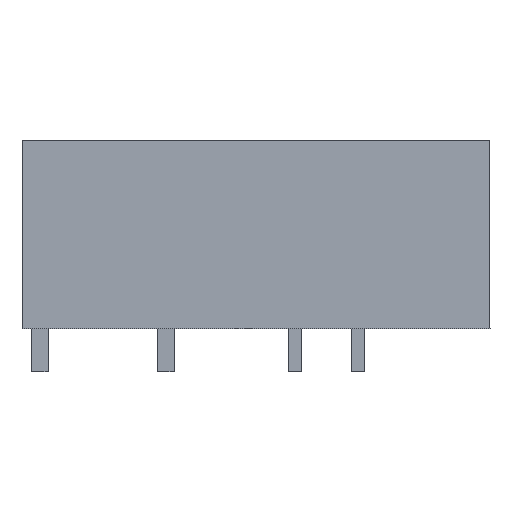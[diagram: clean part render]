
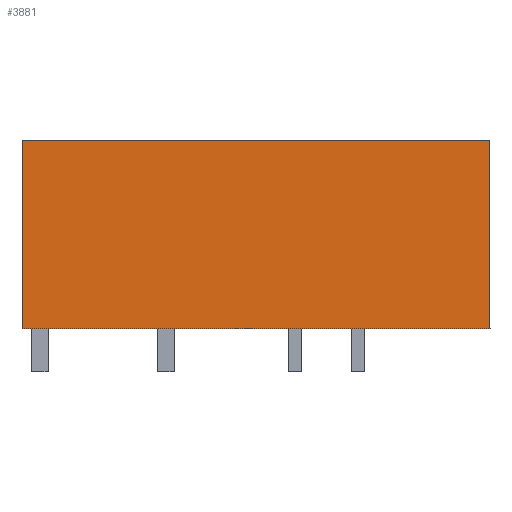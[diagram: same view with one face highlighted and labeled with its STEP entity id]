
A CAD part, left-side view. The second image highlights one B-rep face of the part: STEP entity #3881.
In plain terms, the highlighted planar face has unit normal (-1, 0, 0).
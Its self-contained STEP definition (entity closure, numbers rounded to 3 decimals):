
#3868=AXIS2_PLACEMENT_3D('Plane Axis2P3D',#3865,#3866,#3867) ;
#1238=CARTESIAN_POINT('Vertex',(0.,28.3,2.6)) ;
#1241=CARTESIAN_POINT('Line Origine',(0.,28.3,8.3)) ;
#1245=CARTESIAN_POINT('Vertex',(0.,28.3,14.)) ;
#1273=CARTESIAN_POINT('Line Origine',(0.,14.15,14.)) ;
#1277=CARTESIAN_POINT('Vertex',(0.,0.,14.)) ;
#3154=CARTESIAN_POINT('Line Origine',(0.,0.,8.3)) ;
#3158=CARTESIAN_POINT('Vertex',(0.,0.,2.6)) ;
#3865=CARTESIAN_POINT('Axis2P3D Location',(0.,28.3,-0.9)) ;
#3870=CARTESIAN_POINT('Line Origine',(0.,14.15,2.6)) ;
#1242=DIRECTION('Vector Direction',(0.,0.,1.)) ;
#1274=DIRECTION('Vector Direction',(0.,1.,0.)) ;
#3155=DIRECTION('Vector Direction',(0.,0.,-1.)) ;
#3866=DIRECTION('Axis2P3D Direction',(-1.,0.,0.)) ;
#3867=DIRECTION('Axis2P3D XDirection',(0.,-1.,0.)) ;
#3871=DIRECTION('Vector Direction',(0.,1.,0.)) ;
#1243=VECTOR('Line Direction',#1242,1.) ;
#1275=VECTOR('Line Direction',#1274,1.) ;
#3156=VECTOR('Line Direction',#3155,1.) ;
#3872=VECTOR('Line Direction',#3871,1.) ;
#3876=ORIENTED_EDGE('',*,*,#3874,.F.) ;
#3877=ORIENTED_EDGE('',*,*,#3160,.F.) ;
#3878=ORIENTED_EDGE('',*,*,#1279,.T.) ;
#3879=ORIENTED_EDGE('',*,*,#1247,.T.) ;
#3881=ADVANCED_FACE('housing',(#3880),#3869,.T.) ;
#1247=EDGE_CURVE('',#1246,#1239,#1244,.F.) ;
#1279=EDGE_CURVE('',#1278,#1246,#1276,.T.) ;
#3160=EDGE_CURVE('',#1278,#3159,#3157,.T.) ;
#3874=EDGE_CURVE('',#3159,#1239,#3873,.T.) ;
#3875=EDGE_LOOP('',(#3876,#3877,#3878,#3879)) ;
#3880=FACE_OUTER_BOUND('',#3875,.T.) ;
#1244=LINE('Line',#1241,#1243) ;
#1276=LINE('Line',#1273,#1275) ;
#3157=LINE('Line',#3154,#3156) ;
#3873=LINE('Line',#3870,#3872) ;
#3869=PLANE('',#3868) ;
#1239=VERTEX_POINT('',#1238) ;
#1246=VERTEX_POINT('',#1245) ;
#1278=VERTEX_POINT('',#1277) ;
#3159=VERTEX_POINT('',#3158) ;
